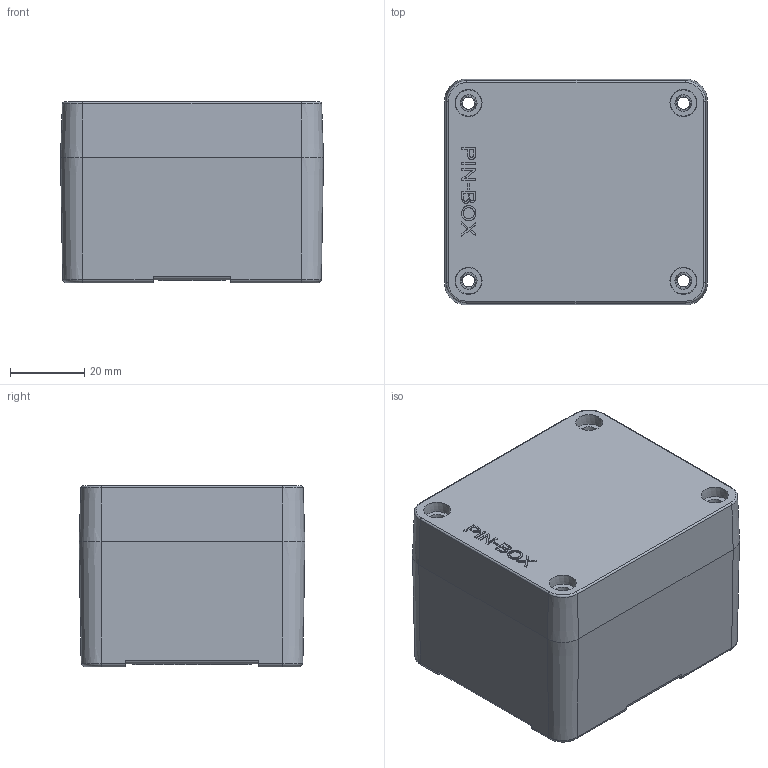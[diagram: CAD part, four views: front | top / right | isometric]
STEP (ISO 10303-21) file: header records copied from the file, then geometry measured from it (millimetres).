
FILE_DESCRIPTION(/* description */ (''),/* implementation_level */ '2;1');
FILE_NAME(/* name */ '2024 12 16 SG-AL-4P 제품도(단자대O).stp',/* time_stamp */ '2024-12-16T15:23:19+09:00',/* author */ (''),/* organization */ (''),/* preprocessor_version */ 'ST-DEVELOPER v16',/* originating_system */ 'SIEMENS PLM Software NX 10.0',/* authorisation */ '');
FILE_SCHEMA (('AUTOMOTIVE_DESIGN { 1 0 10303 214 3 1 1 1 }'));
Products named in the file (1): WIN7230CCA5gige
Bounding box: 71 x 61 x 49 mm (x, y, z)
Volume: 93173.5 mm3; surface area: 58358.1 mm2
Topology: 15 solids, 15 shells, 1786 faces, 4874 edges, 3215 vertices
Faces by surface type: plane 1423, cylinder 128, cone 111, extrusion 48, bspline 34, sphere 23, torus 19
Full cylindrical faces by diameter (mm): 3.4 x8, 3.5 x8, 4.4 x8, 5.7 x8
Entity records: 67506 total; most frequent: CARTESIAN_POINT 13693, ORIENTED_EDGE 9436, DIRECTION 8506, EDGE_CURVE 4718, VECTOR 3876, LINE 3828, VERTEX_POINT 3165, AXIS2_PLACEMENT_3D 2315
